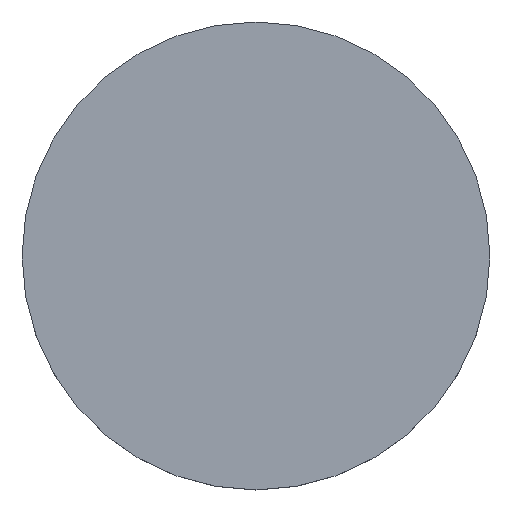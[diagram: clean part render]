
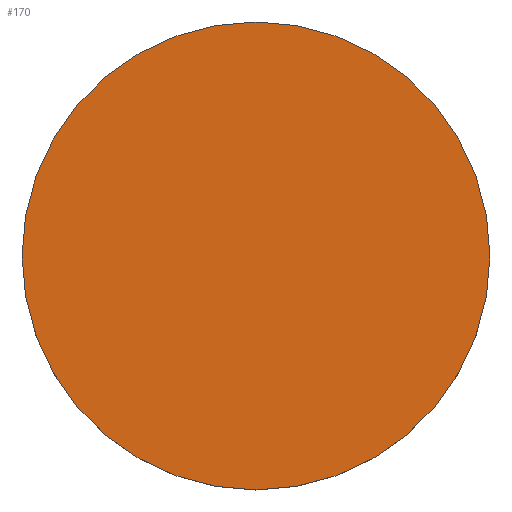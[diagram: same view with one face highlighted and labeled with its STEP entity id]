
A CAD part, top view. The second image highlights one B-rep face of the part: STEP entity #170.
In plain terms, the highlighted planar face has unit normal (0, 0, 1).
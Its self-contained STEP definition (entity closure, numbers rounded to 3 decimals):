
#2 = AXIS2_PLACEMENT_3D ( 'NONE', #133, #31, #132 ) ;
#6 = CARTESIAN_POINT ( 'NONE',  ( 0., 0., 1. ) ) ;
#18 = EDGE_CURVE ( 'NONE', #91, #128, #47, .T. ) ;
#31 = DIRECTION ( 'NONE',  ( 0., 0., 1. ) ) ;
#35 = DIRECTION ( 'NONE',  ( 0., 0., 1. ) ) ;
#43 = FACE_OUTER_BOUND ( 'NONE', #97, .T. ) ;
#47 = CIRCLE ( 'NONE', #129, 8.625 ) ;
#63 = CIRCLE ( 'NONE', #2, 8.625 ) ;
#66 = DIRECTION ( 'NONE',  ( 1., 0., 0. ) ) ;
#73 = PLANE ( 'NONE',  #113 ) ;
#74 = CARTESIAN_POINT ( 'NONE',  ( 0., 0., 1. ) ) ;
#76 = EDGE_CURVE ( 'NONE', #128, #91, #63, .T. ) ;
#83 = ORIENTED_EDGE ( 'NONE', *, *, #18, .T. ) ;
#84 = DIRECTION ( 'NONE',  ( 1., 0., 0. ) ) ;
#91 = VERTEX_POINT ( 'NONE', #152 ) ;
#97 = EDGE_LOOP ( 'NONE', ( #83, #120 ) ) ;
#113 = AXIS2_PLACEMENT_3D ( 'NONE', #6, #138, #66 ) ;
#120 = ORIENTED_EDGE ( 'NONE', *, *, #76, .T. ) ;
#121 = CARTESIAN_POINT ( 'NONE',  ( 8.625, 0., 1. ) ) ;
#128 = VERTEX_POINT ( 'NONE', #121 ) ;
#129 = AXIS2_PLACEMENT_3D ( 'NONE', #74, #35, #84 ) ;
#132 = DIRECTION ( 'NONE',  ( 1., 0., 0. ) ) ;
#133 = CARTESIAN_POINT ( 'NONE',  ( 0., 0., 1. ) ) ;
#138 = DIRECTION ( 'NONE',  ( 0., 0., 1. ) ) ;
#152 = CARTESIAN_POINT ( 'NONE',  ( -8.625, 0., 1. ) ) ;
#170 = ADVANCED_FACE ( 'NONE', ( #43 ), #73, .T. ) ;
